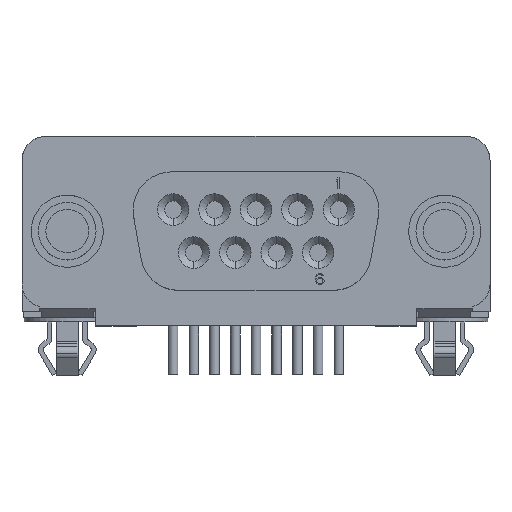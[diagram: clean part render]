
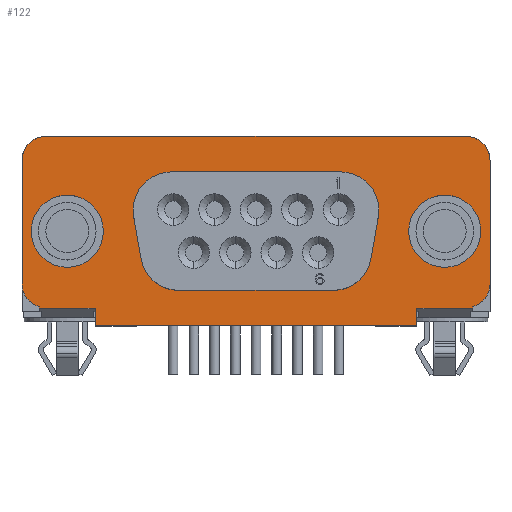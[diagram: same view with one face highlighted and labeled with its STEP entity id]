
A CAD part, top view. The second image highlights one B-rep face of the part: STEP entity #122.
In plain terms, the highlighted planar face has unit normal (0, 0, 1).
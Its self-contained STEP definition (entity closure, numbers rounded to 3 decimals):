
#122=ADVANCED_FACE('',(#686,#687,#688,#689),#690,.T.);
#686=FACE_OUTER_BOUND('',#1706,.T.);
#687=FACE_BOUND('',#1707,.T.);
#688=FACE_BOUND('',#1708,.T.);
#689=FACE_BOUND('',#1709,.T.);
#690=PLANE('',#1710);
#1706=EDGE_LOOP('',(#3116,#3117,#3118,#3119,#3120,#3121,#3122,#3123,#3124,#3125,#3126,#3127,#3128,#3129));
#1707=EDGE_LOOP('',(#3130,#3131,#3132,#3133,#3134,#3135,#3136,#3137,#3138,#3139));
#1708=EDGE_LOOP('',(#3140,#3141));
#1709=EDGE_LOOP('',(#3142,#3143));
#1710=AXIS2_PLACEMENT_3D('',#3144,#3145,#3146);
#3116=ORIENTED_EDGE('',*,*,#6823,.F.);
#3117=ORIENTED_EDGE('',*,*,#6824,.F.);
#3118=ORIENTED_EDGE('',*,*,#6825,.T.);
#3119=ORIENTED_EDGE('',*,*,#6826,.F.);
#3120=ORIENTED_EDGE('',*,*,#6827,.T.);
#3121=ORIENTED_EDGE('',*,*,#6828,.F.);
#3122=ORIENTED_EDGE('',*,*,#6829,.T.);
#3123=ORIENTED_EDGE('',*,*,#6800,.T.);
#3124=ORIENTED_EDGE('',*,*,#6830,.T.);
#3125=ORIENTED_EDGE('',*,*,#6831,.F.);
#3126=ORIENTED_EDGE('',*,*,#6832,.F.);
#3127=ORIENTED_EDGE('',*,*,#6833,.F.);
#3128=ORIENTED_EDGE('',*,*,#6834,.T.);
#3129=ORIENTED_EDGE('',*,*,#6835,.T.);
#3130=ORIENTED_EDGE('',*,*,#6836,.F.);
#3131=ORIENTED_EDGE('',*,*,#6788,.F.);
#3132=ORIENTED_EDGE('',*,*,#6837,.F.);
#3133=ORIENTED_EDGE('',*,*,#6838,.F.);
#3134=ORIENTED_EDGE('',*,*,#6839,.F.);
#3135=ORIENTED_EDGE('',*,*,#6840,.F.);
#3136=ORIENTED_EDGE('',*,*,#6841,.F.);
#3137=ORIENTED_EDGE('',*,*,#6842,.F.);
#3138=ORIENTED_EDGE('',*,*,#6843,.F.);
#3139=ORIENTED_EDGE('',*,*,#6794,.F.);
#3140=ORIENTED_EDGE('',*,*,#6550,.F.);
#3141=ORIENTED_EDGE('',*,*,#6844,.F.);
#3142=ORIENTED_EDGE('',*,*,#6796,.F.);
#3143=ORIENTED_EDGE('',*,*,#6822,.F.);
#3144=CARTESIAN_POINT('',(-15.494,6.274,-6.071));
#3145=DIRECTION('',(0.0,0.0,1.0));
#3146=DIRECTION('',(1.0,0.0,0.0));
#6550=EDGE_CURVE('',#7818,#7821,#7822,.T.);
#6788=EDGE_CURVE('',#8276,#8279,#8280,.T.);
#6794=EDGE_CURVE('',#8289,#8285,#8291,.T.);
#6796=EDGE_CURVE('',#8292,#8295,#8296,.T.);
#6800=EDGE_CURVE('',#8303,#8301,#8304,.T.);
#6822=EDGE_CURVE('',#8295,#8292,#8341,.T.);
#6823=EDGE_CURVE('',#8342,#8343,#8344,.T.);
#6824=EDGE_CURVE('',#8345,#8342,#8346,.T.);
#6825=EDGE_CURVE('',#8345,#8347,#8348,.T.);
#6826=EDGE_CURVE('',#8349,#8347,#8350,.T.);
#6827=EDGE_CURVE('',#8349,#8351,#8352,.T.);
#6828=EDGE_CURVE('',#8353,#8351,#8354,.T.);
#6829=EDGE_CURVE('',#8353,#8303,#8355,.T.);
#6830=EDGE_CURVE('',#8301,#8356,#8357,.T.);
#6831=EDGE_CURVE('',#8358,#8356,#8359,.T.);
#6832=EDGE_CURVE('',#8360,#8358,#8361,.T.);
#6833=EDGE_CURVE('',#8362,#8360,#8363,.T.);
#6834=EDGE_CURVE('',#8362,#8364,#8365,.T.);
#6835=EDGE_CURVE('',#8364,#8343,#8366,.T.);
#6836=EDGE_CURVE('',#8279,#8289,#8367,.T.);
#6837=EDGE_CURVE('',#8368,#8276,#8369,.T.);
#6838=EDGE_CURVE('',#8370,#8368,#8371,.T.);
#6839=EDGE_CURVE('',#8372,#8370,#8373,.T.);
#6840=EDGE_CURVE('',#8374,#8372,#8375,.T.);
#6841=EDGE_CURVE('',#8376,#8374,#8377,.T.);
#6842=EDGE_CURVE('',#8378,#8376,#8379,.T.);
#6843=EDGE_CURVE('',#8285,#8378,#8380,.T.);
#6844=EDGE_CURVE('',#7821,#7818,#8381,.T.);
#7818=VERTEX_POINT('',#9899);
#7821=VERTEX_POINT('',#9903);
#7822=CIRCLE('',#9904,2.388);
#8276=VERTEX_POINT('',#10483);
#8279=VERTEX_POINT('',#10487);
#8280=CIRCLE('',#10488,2.54);
#8285=VERTEX_POINT('',#10494);
#8289=VERTEX_POINT('',#10499);
#8291=CIRCLE('',#10502,2.54);
#8292=VERTEX_POINT('',#10503);
#8295=VERTEX_POINT('',#10507);
#8296=CIRCLE('',#10508,2.388);
#8301=VERTEX_POINT('',#10514);
#8303=VERTEX_POINT('',#10517);
#8304=LINE('',#10518,#10519);
#8341=CIRCLE('',#10571,2.388);
#8342=VERTEX_POINT('',#10572);
#8343=VERTEX_POINT('',#10573);
#8344=LINE('',#10574,#10575);
#8345=VERTEX_POINT('',#10576);
#8346=LINE('',#10577,#10578);
#8347=VERTEX_POINT('',#10579);
#8348=CIRCLE('',#10580,1.575);
#8349=VERTEX_POINT('',#10581);
#8350=LINE('',#10582,#10583);
#8351=VERTEX_POINT('',#10584);
#8352=CIRCLE('',#10585,1.575);
#8353=VERTEX_POINT('',#10586);
#8354=LINE('',#10587,#10588);
#8355=CIRCLE('',#10589,1.575);
#8356=VERTEX_POINT('',#10590);
#8357=CIRCLE('',#10591,1.575);
#8358=VERTEX_POINT('',#10592);
#8359=LINE('',#10593,#10594);
#8360=VERTEX_POINT('',#10595);
#8361=LINE('',#10596,#10597);
#8362=VERTEX_POINT('',#10598);
#8363=LINE('',#10599,#10600);
#8364=VERTEX_POINT('',#10601);
#8365=LINE('',#10602,#10603);
#8366=LINE('',#10604,#10605);
#8367=LINE('',#10606,#10607);
#8368=VERTEX_POINT('',#10608);
#8369=CIRCLE('',#10609,2.54);
#8370=VERTEX_POINT('',#10610);
#8371=LINE('',#10611,#10612);
#8372=VERTEX_POINT('',#10613);
#8373=CIRCLE('',#10614,2.54);
#8374=VERTEX_POINT('',#10615);
#8375=LINE('',#10616,#10617);
#8376=VERTEX_POINT('',#10618);
#8377=CIRCLE('',#10619,2.54);
#8378=VERTEX_POINT('',#10620);
#8379=LINE('',#10621,#10622);
#8380=CIRCLE('',#10623,2.54);
#8381=CIRCLE('',#10624,2.388);
#9899=CARTESIAN_POINT('',(14.884,0.0,-6.071));
#9903=CARTESIAN_POINT('',(10.109,0.,-6.071));
#9904=AXIS2_PLACEMENT_3D('',#12848,#12849,#12850);
#10483=CARTESIAN_POINT('',(8.138,1.382,-6.071));
#10487=CARTESIAN_POINT('',(5.598,3.922,-6.071));
#10488=AXIS2_PLACEMENT_3D('',#13310,#13311,#13312);
#10494=CARTESIAN_POINT('',(-8.138,1.382,-6.071));
#10499=CARTESIAN_POINT('',(-5.598,3.922,-6.071));
#10502=AXIS2_PLACEMENT_3D('',#13322,#13323,#13324);
#10503=CARTESIAN_POINT('',(-10.109,0.0,-6.071));
#10507=CARTESIAN_POINT('',(-14.884,0.,-6.071));
#10508=AXIS2_PLACEMENT_3D('',#13326,#13327,#13328);
#10514=CARTESIAN_POINT('',(-15.494,-3.486,-6.071));
#10517=CARTESIAN_POINT('',(-15.494,4.699,-6.071));
#10518=CARTESIAN_POINT('',(-15.494,4.699,-6.071));
#10519=VECTOR('',#13334,8.185);
#10571=AXIS2_PLACEMENT_3D('',#13368,#13369,#13370);
#10572=CARTESIAN_POINT('',(14.338,-5.116,-6.071));
#10573=CARTESIAN_POINT('',(10.655,-5.116,-6.071));
#10574=CARTESIAN_POINT('',(14.338,-5.116,-6.071));
#10575=VECTOR('',#13371,3.683);
#10576=CARTESIAN_POINT('',(14.338,-5.004,-6.071));
#10577=CARTESIAN_POINT('',(14.338,-5.004,-6.071));
#10578=VECTOR('',#13372,0.112);
#10579=CARTESIAN_POINT('',(15.494,-3.486,-6.071));
#10580=AXIS2_PLACEMENT_3D('',#13373,#13374,#13375);
#10581=CARTESIAN_POINT('',(15.494,4.699,-6.071));
#10582=CARTESIAN_POINT('',(15.494,4.699,-6.071));
#10583=VECTOR('',#13376,8.185);
#10584=CARTESIAN_POINT('',(13.919,6.274,-6.071));
#10585=AXIS2_PLACEMENT_3D('',#13377,#13378,#13379);
#10586=CARTESIAN_POINT('',(-13.919,6.274,-6.071));
#10587=CARTESIAN_POINT('',(-13.919,6.274,-6.071));
#10588=VECTOR('',#13380,27.838);
#10589=AXIS2_PLACEMENT_3D('',#13381,#13382,#13383);
#10590=CARTESIAN_POINT('',(-14.338,-5.004,-6.071));
#10591=AXIS2_PLACEMENT_3D('',#13384,#13385,#13386);
#10592=CARTESIAN_POINT('',(-14.338,-5.116,-6.071));
#10593=CARTESIAN_POINT('',(-14.338,-5.116,-6.071));
#10594=VECTOR('',#13387,0.112);
#10595=CARTESIAN_POINT('',(-10.655,-5.116,-6.071));
#10596=CARTESIAN_POINT('',(-10.655,-5.116,-6.071));
#10597=VECTOR('',#13388,3.683);
#10598=CARTESIAN_POINT('',(-10.655,-6.274,-6.071));
#10599=CARTESIAN_POINT('',(-10.655,-6.274,-6.071));
#10600=VECTOR('',#13389,1.158);
#10601=CARTESIAN_POINT('',(10.655,-6.274,-6.071));
#10602=CARTESIAN_POINT('',(-10.655,-6.274,-6.071));
#10603=VECTOR('',#13390,21.311);
#10604=CARTESIAN_POINT('',(10.655,-6.274,-6.071));
#10605=VECTOR('',#13391,1.158);
#10606=CARTESIAN_POINT('',(5.598,3.922,-6.071));
#10607=VECTOR('',#13392,11.196);
#10608=CARTESIAN_POINT('',(8.1,0.941,-6.071));
#10609=AXIS2_PLACEMENT_3D('',#13393,#13394,#13395);
#10610=CARTESIAN_POINT('',(7.612,-1.823,-6.071));
#10611=CARTESIAN_POINT('',(7.612,-1.823,-6.071));
#10612=VECTOR('',#13396,2.806);
#10613=CARTESIAN_POINT('',(5.111,-3.922,-6.071));
#10614=AXIS2_PLACEMENT_3D('',#13397,#13398,#13399);
#10615=CARTESIAN_POINT('',(-5.111,-3.922,-6.071));
#10616=CARTESIAN_POINT('',(-5.111,-3.922,-6.071));
#10617=VECTOR('',#13400,10.222);
#10618=CARTESIAN_POINT('',(-7.612,-1.823,-6.071));
#10619=AXIS2_PLACEMENT_3D('',#13401,#13402,#13403);
#10620=CARTESIAN_POINT('',(-8.1,0.941,-6.071));
#10621=CARTESIAN_POINT('',(-8.1,0.941,-6.071));
#10622=VECTOR('',#13404,2.806);
#10623=AXIS2_PLACEMENT_3D('',#13405,#13406,#13407);
#10624=AXIS2_PLACEMENT_3D('',#13408,#13409,#13410);
#12848=CARTESIAN_POINT('',(12.497,0.0,-6.071));
#12849=DIRECTION('',(0.0,0.0,1.0));
#12850=DIRECTION('',(1.0,0.0,0.0));
#13310=CARTESIAN_POINT('',(5.598,1.382,-6.071));
#13311=DIRECTION('',(0.0,0.0,1.0));
#13312=DIRECTION('',(0.985,-0.174,0.0));
#13322=CARTESIAN_POINT('',(-5.598,1.382,-6.071));
#13323=DIRECTION('',(0.0,-0.0,1.0));
#13324=DIRECTION('',(0.0,1.0,0.0));
#13326=CARTESIAN_POINT('',(-12.497,0.0,-6.071));
#13327=DIRECTION('',(0.0,0.0,1.0));
#13328=DIRECTION('',(1.0,0.0,0.0));
#13334=DIRECTION('',(0.0,-1.0,0.0));
#13368=CARTESIAN_POINT('',(-12.497,0.0,-6.071));
#13369=DIRECTION('',(0.0,0.0,1.0));
#13370=DIRECTION('',(1.0,0.0,0.0));
#13371=DIRECTION('',(-1.0,0.0,0.0));
#13372=DIRECTION('',(0.0,-1.0,0.0));
#13373=CARTESIAN_POINT('',(13.919,-3.486,-6.071));
#13374=DIRECTION('',(0.0,0.0,1.0));
#13375=DIRECTION('',(0.266,-0.964,0.0));
#13376=DIRECTION('',(0.0,-1.0,0.0));
#13377=CARTESIAN_POINT('',(13.919,4.699,-6.071));
#13378=DIRECTION('',(0.0,0.0,1.0));
#13379=DIRECTION('',(1.0,0.0,0.0));
#13380=DIRECTION('',(1.0,0.0,0.0));
#13381=CARTESIAN_POINT('',(-13.919,4.699,-6.071));
#13382=DIRECTION('',(0.0,-0.0,1.0));
#13383=DIRECTION('',(0.0,1.0,0.0));
#13384=CARTESIAN_POINT('',(-13.919,-3.486,-6.071));
#13385=DIRECTION('',(0.0,0.0,1.0));
#13386=DIRECTION('',(-1.0,0.0,0.0));
#13387=DIRECTION('',(0.0,1.0,0.0));
#13388=DIRECTION('',(-1.0,0.0,0.0));
#13389=DIRECTION('',(0.0,1.0,0.0));
#13390=DIRECTION('',(1.0,0.0,0.0));
#13391=DIRECTION('',(0.0,1.0,0.0));
#13392=DIRECTION('',(-1.0,0.0,0.0));
#13393=CARTESIAN_POINT('',(5.598,1.382,-6.071));
#13394=DIRECTION('',(0.0,0.0,1.0));
#13395=DIRECTION('',(0.985,-0.174,0.0));
#13396=DIRECTION('',(0.174,0.985,0.0));
#13397=CARTESIAN_POINT('',(5.111,-1.382,-6.071));
#13398=DIRECTION('',(0.0,0.0,1.0));
#13399=DIRECTION('',(0.0,-1.0,0.0));
#13400=DIRECTION('',(1.0,0.0,0.0));
#13401=CARTESIAN_POINT('',(-5.111,-1.382,-6.071));
#13402=DIRECTION('',(0.0,0.0,1.0));
#13403=DIRECTION('',(-0.985,-0.174,0.0));
#13404=DIRECTION('',(0.174,-0.985,0.0));
#13405=CARTESIAN_POINT('',(-5.598,1.382,-6.071));
#13406=DIRECTION('',(0.0,-0.0,1.0));
#13407=DIRECTION('',(0.0,1.0,0.0));
#13408=CARTESIAN_POINT('',(12.497,0.0,-6.071));
#13409=DIRECTION('',(0.0,0.0,1.0));
#13410=DIRECTION('',(1.0,0.0,0.0));
